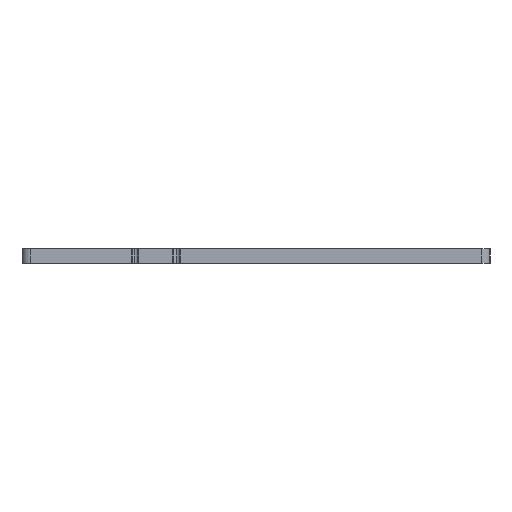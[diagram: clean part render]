
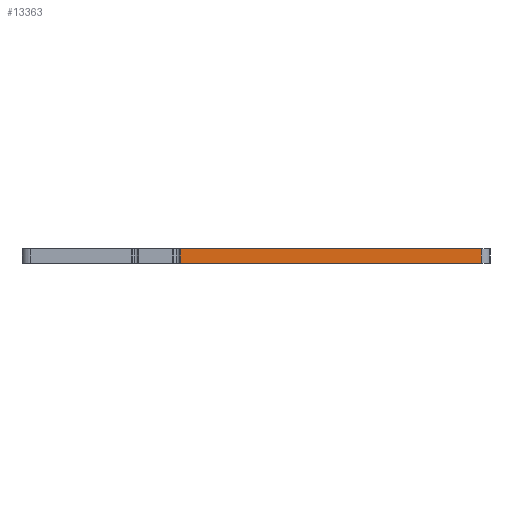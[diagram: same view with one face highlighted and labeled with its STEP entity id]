
A CAD part, left-side view. The second image highlights one B-rep face of the part: STEP entity #13363.
In plain terms, the highlighted planar face has unit normal (-1, 0, 0).
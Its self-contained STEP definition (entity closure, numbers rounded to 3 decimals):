
#83 = PLANE('',#84);
#84 = AXIS2_PLACEMENT_3D('',#85,#86,#87);
#85 = CARTESIAN_POINT('',(147.803,-105.08,1.6));
#86 = DIRECTION('',(-0.,-0.,-1.));
#87 = DIRECTION('',(-1.,0.,0.));
#137 = PLANE('',#138);
#138 = AXIS2_PLACEMENT_3D('',#139,#140,#141);
#139 = CARTESIAN_POINT('',(147.803,-105.08,0.));
#140 = DIRECTION('',(-0.,-0.,-1.));
#141 = DIRECTION('',(-1.,0.,0.));
#448 = VERTEX_POINT('',#449);
#449 = CARTESIAN_POINT('',(97.701,-130.674,0.));
#468 = CYLINDRICAL_SURFACE('',#469,1.);
#469 = AXIS2_PLACEMENT_3D('',#470,#471,#472);
#470 = CARTESIAN_POINT('',(98.701,-130.674,0.));
#471 = DIRECTION('',(-0.,-0.,-1.));
#472 = DIRECTION('',(1.,0.,-0.));
#480 = EDGE_CURVE('',#448,#481,#483,.T.);
#481 = VERTEX_POINT('',#482);
#482 = CARTESIAN_POINT('',(97.701,-96.374,0.));
#483 = SURFACE_CURVE('',#484,(#488,#495),.PCURVE_S1.);
#484 = LINE('',#485,#486);
#485 = CARTESIAN_POINT('',(97.701,-130.674,0.));
#486 = VECTOR('',#487,1.);
#487 = DIRECTION('',(0.,1.,0.));
#488 = PCURVE('',#137,#489);
#489 = DEFINITIONAL_REPRESENTATION('',(#490),#494);
#490 = LINE('',#491,#492);
#491 = CARTESIAN_POINT('',(50.101,-25.594));
#492 = VECTOR('',#493,1.);
#493 = DIRECTION('',(0.,1.));
#494 = ( GEOMETRIC_REPRESENTATION_CONTEXT(2) 
PARAMETRIC_REPRESENTATION_CONTEXT() REPRESENTATION_CONTEXT('2D SPACE',''
  ) );
#495 = PCURVE('',#496,#501);
#496 = PLANE('',#497);
#497 = AXIS2_PLACEMENT_3D('',#498,#499,#500);
#498 = CARTESIAN_POINT('',(97.701,-130.674,0.));
#499 = DIRECTION('',(-1.,0.,0.));
#500 = DIRECTION('',(0.,1.,0.));
#501 = DEFINITIONAL_REPRESENTATION('',(#502),#506);
#502 = LINE('',#503,#504);
#503 = CARTESIAN_POINT('',(0.,0.));
#504 = VECTOR('',#505,1.);
#505 = DIRECTION('',(1.,0.));
#506 = ( GEOMETRIC_REPRESENTATION_CONTEXT(2) 
PARAMETRIC_REPRESENTATION_CONTEXT() REPRESENTATION_CONTEXT('2D SPACE',''
  ) );
#529 = CYLINDRICAL_SURFACE('',#530,0.425);
#530 = AXIS2_PLACEMENT_3D('',#531,#532,#533);
#531 = CARTESIAN_POINT('',(97.698,-95.949,-0.8));
#532 = DIRECTION('',(0.,0.,1.));
#533 = DIRECTION('',(1.,0.,-0.));
#7182 = VERTEX_POINT('',#7183);
#7183 = CARTESIAN_POINT('',(97.701,-130.674,1.6));
#7209 = EDGE_CURVE('',#7182,#7210,#7212,.T.);
#7210 = VERTEX_POINT('',#7211);
#7211 = CARTESIAN_POINT('',(97.701,-96.374,1.6));
#7212 = SURFACE_CURVE('',#7213,(#7217,#7224),.PCURVE_S1.);
#7213 = LINE('',#7214,#7215);
#7214 = CARTESIAN_POINT('',(97.701,-130.674,1.6));
#7215 = VECTOR('',#7216,1.);
#7216 = DIRECTION('',(0.,1.,0.));
#7217 = PCURVE('',#83,#7218);
#7218 = DEFINITIONAL_REPRESENTATION('',(#7219),#7223);
#7219 = LINE('',#7220,#7221);
#7220 = CARTESIAN_POINT('',(50.101,-25.594));
#7221 = VECTOR('',#7222,1.);
#7222 = DIRECTION('',(0.,1.));
#7223 = ( GEOMETRIC_REPRESENTATION_CONTEXT(2) 
PARAMETRIC_REPRESENTATION_CONTEXT() REPRESENTATION_CONTEXT('2D SPACE',''
  ) );
#7224 = PCURVE('',#496,#7225);
#7225 = DEFINITIONAL_REPRESENTATION('',(#7226),#7230);
#7226 = LINE('',#7227,#7228);
#7227 = CARTESIAN_POINT('',(0.,-1.6));
#7228 = VECTOR('',#7229,1.);
#7229 = DIRECTION('',(1.,0.));
#7230 = ( GEOMETRIC_REPRESENTATION_CONTEXT(2) 
PARAMETRIC_REPRESENTATION_CONTEXT() REPRESENTATION_CONTEXT('2D SPACE',''
  ) );
#13344 = EDGE_CURVE('',#481,#7210,#13345,.T.);
#13345 = SURFACE_CURVE('',#13346,(#13350,#13356),.PCURVE_S1.);
#13346 = LINE('',#13347,#13348);
#13347 = CARTESIAN_POINT('',(97.701,-96.374,-0.8));
#13348 = VECTOR('',#13349,1.);
#13349 = DIRECTION('',(0.,0.,1.));
#13350 = PCURVE('',#529,#13351);
#13351 = DEFINITIONAL_REPRESENTATION('',(#13352),#13355);
#13352 = B_SPLINE_CURVE_WITH_KNOTS('',1,(#13353,#13354),.UNSPECIFIED.,
  .F.,.F.,(2,2),(0.64,2.56),.PIECEWISE_BEZIER_KNOTS.);
#13353 = CARTESIAN_POINT('',(4.72,0.64));
#13354 = CARTESIAN_POINT('',(4.72,2.56));
#13355 = ( GEOMETRIC_REPRESENTATION_CONTEXT(2) 
PARAMETRIC_REPRESENTATION_CONTEXT() REPRESENTATION_CONTEXT('2D SPACE',''
  ) );
#13356 = PCURVE('',#496,#13357);
#13357 = DEFINITIONAL_REPRESENTATION('',(#13358),#13361);
#13358 = B_SPLINE_CURVE_WITH_KNOTS('',1,(#13359,#13360),.UNSPECIFIED.,
  .F.,.F.,(2,2),(0.64,2.56),.PIECEWISE_BEZIER_KNOTS.);
#13359 = CARTESIAN_POINT('',(34.3,0.16));
#13360 = CARTESIAN_POINT('',(34.3,-1.76));
#13361 = ( GEOMETRIC_REPRESENTATION_CONTEXT(2) 
PARAMETRIC_REPRESENTATION_CONTEXT() REPRESENTATION_CONTEXT('2D SPACE',''
  ) );
#13363 = ADVANCED_FACE('',(#13364),#496,.T.);
#13364 = FACE_BOUND('',#13365,.T.);
#13365 = EDGE_LOOP('',(#13366,#13367,#13388,#13389));
#13366 = ORIENTED_EDGE('',*,*,#480,.F.);
#13367 = ORIENTED_EDGE('',*,*,#13368,.T.);
#13368 = EDGE_CURVE('',#448,#7182,#13369,.T.);
#13369 = SURFACE_CURVE('',#13370,(#13374,#13381),.PCURVE_S1.);
#13370 = LINE('',#13371,#13372);
#13371 = CARTESIAN_POINT('',(97.701,-130.674,0.));
#13372 = VECTOR('',#13373,1.);
#13373 = DIRECTION('',(0.,0.,1.));
#13374 = PCURVE('',#496,#13375);
#13375 = DEFINITIONAL_REPRESENTATION('',(#13376),#13380);
#13376 = LINE('',#13377,#13378);
#13377 = CARTESIAN_POINT('',(0.,0.));
#13378 = VECTOR('',#13379,1.);
#13379 = DIRECTION('',(0.,-1.));
#13380 = ( GEOMETRIC_REPRESENTATION_CONTEXT(2) 
PARAMETRIC_REPRESENTATION_CONTEXT() REPRESENTATION_CONTEXT('2D SPACE',''
  ) );
#13381 = PCURVE('',#468,#13382);
#13382 = DEFINITIONAL_REPRESENTATION('',(#13383),#13387);
#13383 = LINE('',#13384,#13385);
#13384 = CARTESIAN_POINT('',(-3.141,0.));
#13385 = VECTOR('',#13386,1.);
#13386 = DIRECTION('',(-0.,-1.));
#13387 = ( GEOMETRIC_REPRESENTATION_CONTEXT(2) 
PARAMETRIC_REPRESENTATION_CONTEXT() REPRESENTATION_CONTEXT('2D SPACE',''
  ) );
#13388 = ORIENTED_EDGE('',*,*,#7209,.T.);
#13389 = ORIENTED_EDGE('',*,*,#13344,.F.);
